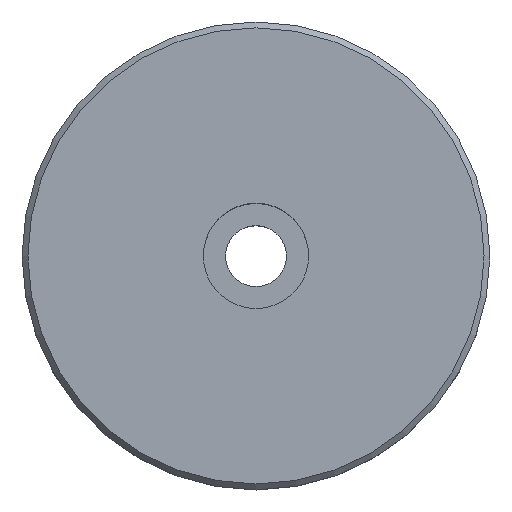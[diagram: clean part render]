
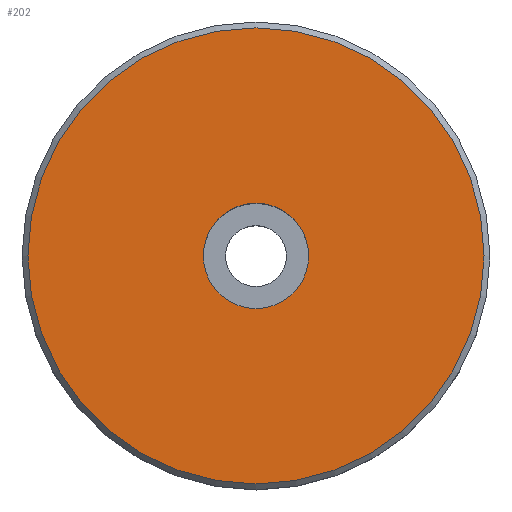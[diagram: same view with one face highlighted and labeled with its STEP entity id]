
A CAD part, top view. The second image highlights one B-rep face of the part: STEP entity #202.
In plain terms, the highlighted planar face has unit normal (0, 0, 1).
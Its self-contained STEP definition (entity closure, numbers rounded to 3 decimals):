
#18=FACE_BOUND('',#75,.T.);
#22=PLANE('',#256);
#58=FACE_OUTER_BOUND('',#74,.T.);
#74=EDGE_LOOP('',(#184));
#75=EDGE_LOOP('',(#185));
#88=CIRCLE('',#245,4.5);
#94=CIRCLE('',#255,19.5);
#105=VERTEX_POINT('',#363);
#111=VERTEX_POINT('',#381);
#127=EDGE_CURVE('',#105,#105,#88,.T.);
#135=EDGE_CURVE('',#111,#111,#94,.T.);
#184=ORIENTED_EDGE('',*,*,#135,.F.);
#185=ORIENTED_EDGE('',*,*,#127,.T.);
#202=ADVANCED_FACE('',(#58,#18),#22,.T.);
#245=AXIS2_PLACEMENT_3D('',#364,#300,#301);
#255=AXIS2_PLACEMENT_3D('',#382,#322,#323);
#256=AXIS2_PLACEMENT_3D('',#384,#325,#326);
#300=DIRECTION('center_axis',(0.,0.,-1.));
#301=DIRECTION('ref_axis',(1.,0.,0.));
#322=DIRECTION('center_axis',(0.,0.,-1.));
#323=DIRECTION('ref_axis',(-1.,0.,0.));
#325=DIRECTION('center_axis',(0.,0.,1.));
#326=DIRECTION('ref_axis',(1.,0.,0.));
#363=CARTESIAN_POINT('',(-4.5,0.,16.));
#364=CARTESIAN_POINT('Origin',(0.,0.,16.));
#381=CARTESIAN_POINT('',(19.5,0.,16.));
#382=CARTESIAN_POINT('Origin',(0.,0.,16.));
#384=CARTESIAN_POINT('Origin',(0.,0.,16.));
